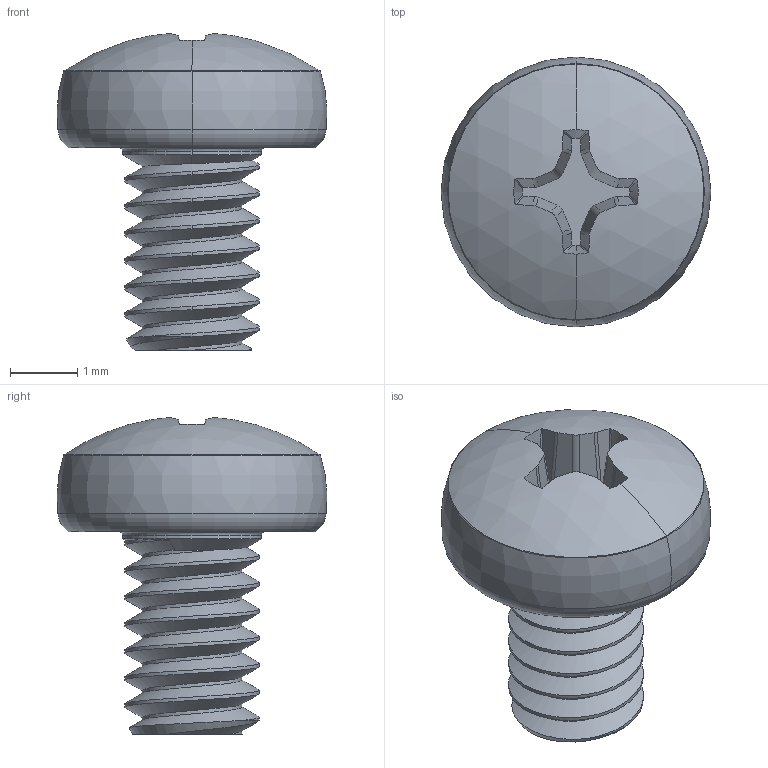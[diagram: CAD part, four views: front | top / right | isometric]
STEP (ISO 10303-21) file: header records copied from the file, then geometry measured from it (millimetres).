
FILE_DESCRIPTION (( 'STEP AP203' ), '1' );
FILE_NAME ('95836A103_Black-Oxide 18-8 Stainless Steel Pan Head Phillips Screws.STEP', '2026-01-08T11:24:17', ( 'McMaster Carr Supply' ), ( 'McMaster Carr Supply' ), 'SwSTEP 2.0', 'SolidWorks 2024', '' );
FILE_SCHEMA (( 'CONFIG_CONTROL_DESIGN' ));
Length unit declared in the file: millimetre
Products named in the file (1): 95836A103_Black-Oxide 18-8 Stainless Steel Pan Head Phillips Screws
Bounding box: 4 x 4 x 4.69 mm (x, y, z)
Volume: 23.3 mm3; surface area: 70.3 mm2
Topology: 1 solids, 1 shells, 84 faces, 225 edges, 144 vertices
Faces by surface type: cylinder 29, plane 20, bspline 14, cone 11, torus 8, sphere 2
Entity records: 4074 total; most frequent: CARTESIAN_POINT 2147, ORIENTED_EDGE 450, DIRECTION 326, EDGE_CURVE 225, VERTEX_POINT 144, AXIS2_PLACEMENT_3D 129, EDGE_LOOP 85, ADVANCED_FACE 84
